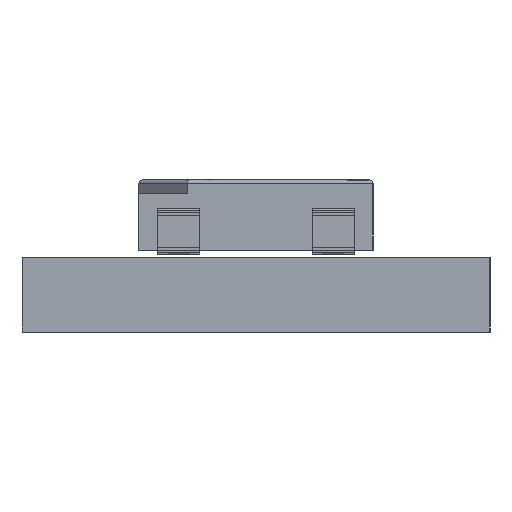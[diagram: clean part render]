
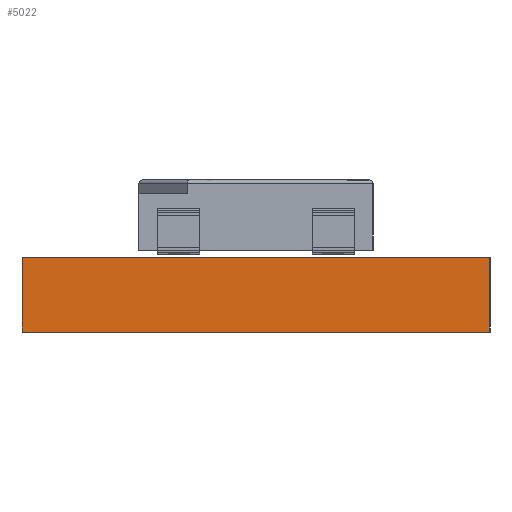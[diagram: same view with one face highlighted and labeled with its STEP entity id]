
A CAD part, left-side view. The second image highlights one B-rep face of the part: STEP entity #5022.
In plain terms, the highlighted planar face has unit normal (-1, 0, 0).
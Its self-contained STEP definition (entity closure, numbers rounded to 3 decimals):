
#5022 = ADVANCED_FACE('',(#5023),#5037,.T.);
#5023 = FACE_BOUND('',#5024,.T.);
#5024 = EDGE_LOOP('',(#5025,#5060,#5088,#5116));
#5025 = ORIENTED_EDGE('',*,*,#5026,.T.);
#5026 = EDGE_CURVE('',#5027,#5029,#5031,.T.);
#5027 = VERTEX_POINT('',#5028);
#5028 = CARTESIAN_POINT('',(30.,-40.,0.));
#5029 = VERTEX_POINT('',#5030);
#5030 = CARTESIAN_POINT('',(30.,-40.,1.6));
#5031 = SURFACE_CURVE('',#5032,(#5036,#5048),.PCURVE_S1.);
#5032 = LINE('',#5033,#5034);
#5033 = CARTESIAN_POINT('',(30.,-40.,0.));
#5034 = VECTOR('',#5035,1.);
#5035 = DIRECTION('',(0.,0.,1.));
#5036 = PCURVE('',#5037,#5042);
#5037 = PLANE('',#5038);
#5038 = AXIS2_PLACEMENT_3D('',#5039,#5040,#5041);
#5039 = CARTESIAN_POINT('',(30.,-40.,0.));
#5040 = DIRECTION('',(-1.,0.,0.));
#5041 = DIRECTION('',(0.,1.,0.));
#5042 = DEFINITIONAL_REPRESENTATION('',(#5043),#5047);
#5043 = LINE('',#5044,#5045);
#5044 = CARTESIAN_POINT('',(0.,0.));
#5045 = VECTOR('',#5046,1.);
#5046 = DIRECTION('',(0.,-1.));
#5047 = ( GEOMETRIC_REPRESENTATION_CONTEXT(2) 
PARAMETRIC_REPRESENTATION_CONTEXT() REPRESENTATION_CONTEXT('2D SPACE',''
  ) );
#5048 = PCURVE('',#5049,#5054);
#5049 = PLANE('',#5050);
#5050 = AXIS2_PLACEMENT_3D('',#5051,#5052,#5053);
#5051 = CARTESIAN_POINT('',(105.,-40.,0.));
#5052 = DIRECTION('',(0.,-1.,0.));
#5053 = DIRECTION('',(-1.,0.,0.));
#5054 = DEFINITIONAL_REPRESENTATION('',(#5055),#5059);
#5055 = LINE('',#5056,#5057);
#5056 = CARTESIAN_POINT('',(75.,0.));
#5057 = VECTOR('',#5058,1.);
#5058 = DIRECTION('',(0.,-1.));
#5059 = ( GEOMETRIC_REPRESENTATION_CONTEXT(2) 
PARAMETRIC_REPRESENTATION_CONTEXT() REPRESENTATION_CONTEXT('2D SPACE',''
  ) );
#5060 = ORIENTED_EDGE('',*,*,#5061,.T.);
#5061 = EDGE_CURVE('',#5029,#5062,#5064,.T.);
#5062 = VERTEX_POINT('',#5063);
#5063 = CARTESIAN_POINT('',(30.,-30.,1.6));
#5064 = SURFACE_CURVE('',#5065,(#5069,#5076),.PCURVE_S1.);
#5065 = LINE('',#5066,#5067);
#5066 = CARTESIAN_POINT('',(30.,-40.,1.6));
#5067 = VECTOR('',#5068,1.);
#5068 = DIRECTION('',(0.,1.,0.));
#5069 = PCURVE('',#5037,#5070);
#5070 = DEFINITIONAL_REPRESENTATION('',(#5071),#5075);
#5071 = LINE('',#5072,#5073);
#5072 = CARTESIAN_POINT('',(0.,-1.6));
#5073 = VECTOR('',#5074,1.);
#5074 = DIRECTION('',(1.,0.));
#5075 = ( GEOMETRIC_REPRESENTATION_CONTEXT(2) 
PARAMETRIC_REPRESENTATION_CONTEXT() REPRESENTATION_CONTEXT('2D SPACE',''
  ) );
#5076 = PCURVE('',#5077,#5082);
#5077 = PLANE('',#5078);
#5078 = AXIS2_PLACEMENT_3D('',#5079,#5080,#5081);
#5079 = CARTESIAN_POINT('',(67.5,-35.,1.6));
#5080 = DIRECTION('',(-0.,-0.,-1.));
#5081 = DIRECTION('',(-1.,0.,0.));
#5082 = DEFINITIONAL_REPRESENTATION('',(#5083),#5087);
#5083 = LINE('',#5084,#5085);
#5084 = CARTESIAN_POINT('',(37.5,-5.));
#5085 = VECTOR('',#5086,1.);
#5086 = DIRECTION('',(0.,1.));
#5087 = ( GEOMETRIC_REPRESENTATION_CONTEXT(2) 
PARAMETRIC_REPRESENTATION_CONTEXT() REPRESENTATION_CONTEXT('2D SPACE',''
  ) );
#5088 = ORIENTED_EDGE('',*,*,#5089,.F.);
#5089 = EDGE_CURVE('',#5090,#5062,#5092,.T.);
#5090 = VERTEX_POINT('',#5091);
#5091 = CARTESIAN_POINT('',(30.,-30.,0.));
#5092 = SURFACE_CURVE('',#5093,(#5097,#5104),.PCURVE_S1.);
#5093 = LINE('',#5094,#5095);
#5094 = CARTESIAN_POINT('',(30.,-30.,0.));
#5095 = VECTOR('',#5096,1.);
#5096 = DIRECTION('',(0.,0.,1.));
#5097 = PCURVE('',#5037,#5098);
#5098 = DEFINITIONAL_REPRESENTATION('',(#5099),#5103);
#5099 = LINE('',#5100,#5101);
#5100 = CARTESIAN_POINT('',(10.,0.));
#5101 = VECTOR('',#5102,1.);
#5102 = DIRECTION('',(0.,-1.));
#5103 = ( GEOMETRIC_REPRESENTATION_CONTEXT(2) 
PARAMETRIC_REPRESENTATION_CONTEXT() REPRESENTATION_CONTEXT('2D SPACE',''
  ) );
#5104 = PCURVE('',#5105,#5110);
#5105 = PLANE('',#5106);
#5106 = AXIS2_PLACEMENT_3D('',#5107,#5108,#5109);
#5107 = CARTESIAN_POINT('',(30.,-30.,0.));
#5108 = DIRECTION('',(0.,1.,0.));
#5109 = DIRECTION('',(1.,0.,0.));
#5110 = DEFINITIONAL_REPRESENTATION('',(#5111),#5115);
#5111 = LINE('',#5112,#5113);
#5112 = CARTESIAN_POINT('',(0.,0.));
#5113 = VECTOR('',#5114,1.);
#5114 = DIRECTION('',(0.,-1.));
#5115 = ( GEOMETRIC_REPRESENTATION_CONTEXT(2) 
PARAMETRIC_REPRESENTATION_CONTEXT() REPRESENTATION_CONTEXT('2D SPACE',''
  ) );
#5116 = ORIENTED_EDGE('',*,*,#5117,.F.);
#5117 = EDGE_CURVE('',#5027,#5090,#5118,.T.);
#5118 = SURFACE_CURVE('',#5119,(#5123,#5130),.PCURVE_S1.);
#5119 = LINE('',#5120,#5121);
#5120 = CARTESIAN_POINT('',(30.,-40.,0.));
#5121 = VECTOR('',#5122,1.);
#5122 = DIRECTION('',(0.,1.,0.));
#5123 = PCURVE('',#5037,#5124);
#5124 = DEFINITIONAL_REPRESENTATION('',(#5125),#5129);
#5125 = LINE('',#5126,#5127);
#5126 = CARTESIAN_POINT('',(0.,0.));
#5127 = VECTOR('',#5128,1.);
#5128 = DIRECTION('',(1.,0.));
#5129 = ( GEOMETRIC_REPRESENTATION_CONTEXT(2) 
PARAMETRIC_REPRESENTATION_CONTEXT() REPRESENTATION_CONTEXT('2D SPACE',''
  ) );
#5130 = PCURVE('',#5131,#5136);
#5131 = PLANE('',#5132);
#5132 = AXIS2_PLACEMENT_3D('',#5133,#5134,#5135);
#5133 = CARTESIAN_POINT('',(67.5,-35.,0.));
#5134 = DIRECTION('',(-0.,-0.,-1.));
#5135 = DIRECTION('',(-1.,0.,0.));
#5136 = DEFINITIONAL_REPRESENTATION('',(#5137),#5141);
#5137 = LINE('',#5138,#5139);
#5138 = CARTESIAN_POINT('',(37.5,-5.));
#5139 = VECTOR('',#5140,1.);
#5140 = DIRECTION('',(0.,1.));
#5141 = ( GEOMETRIC_REPRESENTATION_CONTEXT(2) 
PARAMETRIC_REPRESENTATION_CONTEXT() REPRESENTATION_CONTEXT('2D SPACE',''
  ) );
